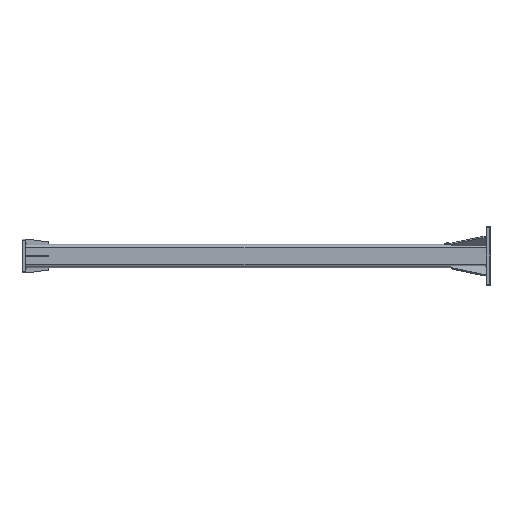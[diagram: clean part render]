
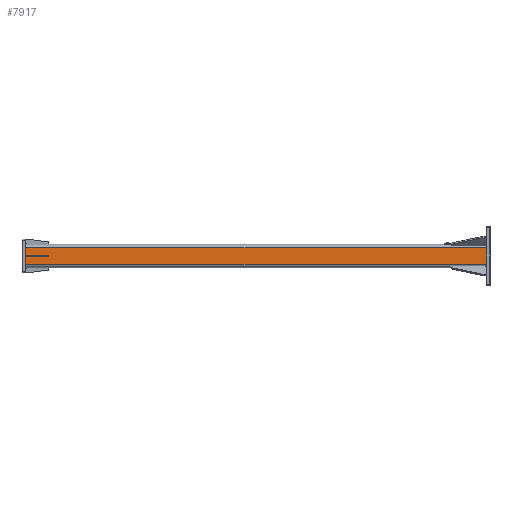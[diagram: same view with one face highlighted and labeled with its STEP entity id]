
A CAD part, left-side view. The second image highlights one B-rep face of the part: STEP entity #7917.
In plain terms, the highlighted planar face has unit normal (-1, 0, 0).
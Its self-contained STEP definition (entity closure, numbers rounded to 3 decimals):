
#80 = CARTESIAN_POINT ( 'NONE',  ( -50., 1970., 35. ) ) ;
#208 = CARTESIAN_POINT ( 'NONE',  ( -50., 1970., -35. ) ) ;
#308 = LINE ( 'NONE', #208, #2406 ) ;
#510 = ORIENTED_EDGE ( 'NONE', *, *, #5695, .T. ) ;
#993 = CARTESIAN_POINT ( 'NONE',  ( -50., 1969.8, 35. ) ) ;
#1287 = CARTESIAN_POINT ( 'NONE',  ( -50., 1969.8, 35. ) ) ;
#1431 = FACE_OUTER_BOUND ( 'NONE', #2553, .T. ) ;
#1776 = VERTEX_POINT ( 'NONE', #7736 ) ;
#1878 = CARTESIAN_POINT ( 'NONE',  ( -50., 0., 35. ) ) ;
#2062 = CARTESIAN_POINT ( 'NONE',  ( -50., 1970., 35. ) ) ;
#2148 = DIRECTION ( 'NONE',  ( 1., 0., 0. ) ) ;
#2406 = VECTOR ( 'NONE', #4698, 1000. ) ;
#2553 = EDGE_LOOP ( 'NONE', ( #9401, #8224, #5947, #510 ) ) ;
#2758 = VERTEX_POINT ( 'NONE', #1287 ) ;
#2839 = EDGE_CURVE ( 'NONE', #3034, #1776, #308, .T. ) ;
#3034 = VERTEX_POINT ( 'NONE', #6497 ) ;
#3206 = LINE ( 'NONE', #6043, #4447 ) ;
#3212 = LINE ( 'NONE', #993, #3290 ) ;
#3290 = VECTOR ( 'NONE', #9125, 1000. ) ;
#3577 = VERTEX_POINT ( 'NONE', #1878 ) ;
#3916 = LINE ( 'NONE', #80, #6900 ) ;
#4447 = VECTOR ( 'NONE', #8955, 1000. ) ;
#4698 = DIRECTION ( 'NONE',  ( 0., -1., 0. ) ) ;
#5251 = DIRECTION ( 'NONE',  ( 0., -1., 0. ) ) ;
#5695 = EDGE_CURVE ( 'NONE', #1776, #3577, #3206, .T. ) ;
#5767 = DIRECTION ( 'NONE',  ( 0., 0., -1. ) ) ;
#5947 = ORIENTED_EDGE ( 'NONE', *, *, #2839, .T. ) ;
#6043 = CARTESIAN_POINT ( 'NONE',  ( -50., 0., 35. ) ) ;
#6497 = CARTESIAN_POINT ( 'NONE',  ( -50., 1969.8, -35. ) ) ;
#6900 = VECTOR ( 'NONE', #5251, 1000. ) ;
#7736 = CARTESIAN_POINT ( 'NONE',  ( -50., 0., -35. ) ) ;
#7917 = ADVANCED_FACE ( 'NONE', ( #1431 ), #9369, .F. ) ;
#7952 = AXIS2_PLACEMENT_3D ( 'NONE', #2062, #2148, #5767 ) ;
#8224 = ORIENTED_EDGE ( 'NONE', *, *, #8756, .T. ) ;
#8594 = EDGE_CURVE ( 'NONE', #2758, #3577, #3916, .T. ) ;
#8756 = EDGE_CURVE ( 'NONE', #2758, #3034, #3212, .T. ) ;
#8955 = DIRECTION ( 'NONE',  ( 0., 0., 1. ) ) ;
#9125 = DIRECTION ( 'NONE',  ( 0., 0., -1. ) ) ;
#9369 = PLANE ( 'NONE',  #7952 ) ;
#9401 = ORIENTED_EDGE ( 'NONE', *, *, #8594, .F. ) ;
